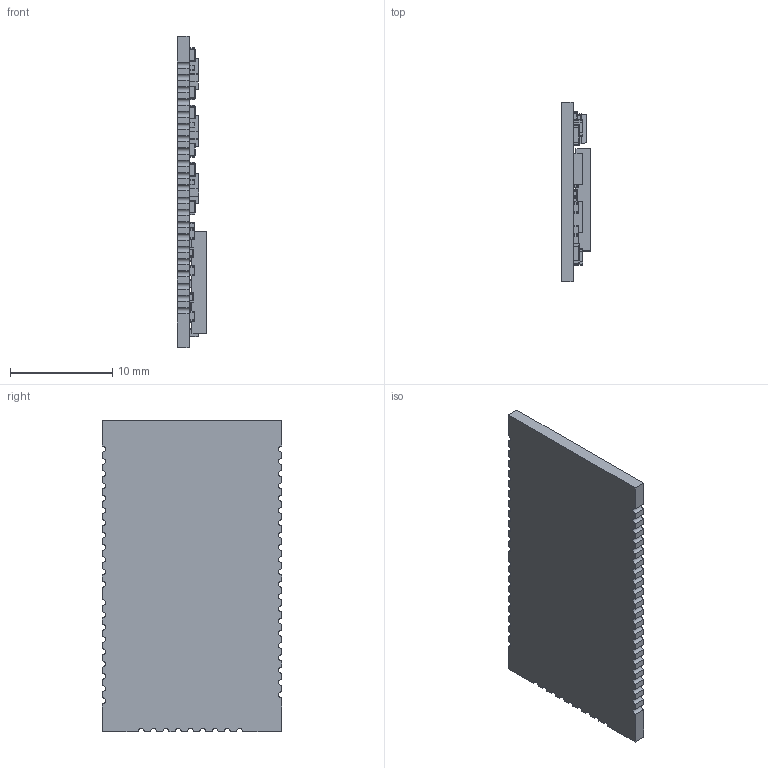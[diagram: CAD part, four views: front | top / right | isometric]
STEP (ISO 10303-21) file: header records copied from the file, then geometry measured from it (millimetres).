
FILE_DESCRIPTION(('Open CASCADE Model'),'2;1');
FILE_NAME('Open CASCADE Shape Model','2026-02-10T20:33:53',('Author'),( 'Open CASCADE'),'Open CASCADE STEP processor 7.7','Open CASCADE 7.7' ,'Unknown');
FILE_SCHEMA(('AUTOMOTIVE_DESIGN { 1 0 10303 214 1 1 1 1 }'));
Length unit declared in the file: millimetre
Products named in the file (83): Open CASCADE STEP translator 7.7 1; PCB; Boardscg1-m-; Open CASCADE STEP translator 6.8 7.1.1; Open CASCADE STEP translator 6.8 7.1.1.1; C34scg1-m-; CAPC1005X56N_EIA_0402; R2scg1-m-; RESC1005X40N_EIA_0402; R3scg1-m-; R4scg1-m-; C3scg1-m-; U9scg1-m-; 5678939360; Extruded; U8scg1-m-; R15scg1-m-; R23scg1-m-; RESC2012X60N_EIA_0805; R19scg1-m-; R20scg1-m-; R21scg1-m-; R16scg1-m-; R22scg1-m-; R18scg1-m-; R17scg1-m-; C28scg1-m-; CAPC1608X92N_EIA_0603; C33scg1-m-; C31scg1-m-; C30scg1-m-; C32scg1-m-; C26scg1-m-; C27scg1-m-; C29scg1-m-; R14scg1-m-; C13scg1-m-; C14scg1-m-; Y1scg1-m-; User_Library-Osc_KC2520 ...
Assembly tree (140 placements, depth 5):
  Open CASCADE STEP translator 7.7 1
    PCB
      Boardscg1-m-
        Open CASCADE STEP translator 6.8 7.1.1
          Open CASCADE STEP translator 6.8 7.1.1.1
      C34scg1-m-
        CAPC1005X56N_EIA_0402
      R2scg1-m-
        RESC1005X40N_EIA_0402
      R3scg1-m-
        RESC1005X40N_EIA_0402
      R4scg1-m-
        RESC1005X40N_EIA_0402
      C3scg1-m-
        CAPC1005X56N_EIA_0402
      U9scg1-m-
        5678939360
          Extruded
      U8scg1-m-
        5678939360
          Extruded
      R15scg1-m-
        RESC1005X40N_EIA_0402
      R23scg1-m-
        RESC2012X60N_EIA_0805
      R19scg1-m-
        RESC2012X60N_EIA_0805
      R20scg1-m-
        RESC1005X40N_EIA_0402
      R21scg1-m-
        RESC2012X60N_EIA_0805
      R16scg1-m-
        RESC1005X40N_EIA_0402
      R22scg1-m-
        RESC2012X60N_EIA_0805
      R18scg1-m-
        RESC1005X40N_EIA_0402
      R17scg1-m-
        RESC1005X40N_EIA_0402
      C28scg1-m-
        CAPC1608X92N_EIA_0603
      C33scg1-m-
        CAPC1005X56N_EIA_0402
      C31scg1-m-
        CAPC1005X56N_EIA_0402
      C30scg1-m-
        CAPC1608X92N_EIA_0603
      C32scg1-m-
        CAPC1005X56N_EIA_0402
      C26scg1-m-
        CAPC1005X56N_EIA_0402
      C27scg1-m-
        CAPC1005X56N_EIA_0402
      C29scg1-m-
        CAPC1005X56N_EIA_0402
      R14scg1-m-
        RESC1005X40N_EIA_0402
      C13scg1-m-
        CAPC1005X56N_EIA_0402
      C14scg1-m-
Bounding box: 2.86 x 17.5 x 30.4 mm (x, y, z)
Volume: 841.1 mm3; surface area: 1893.6 mm2
Topology: 68 solids, 68 shells, 2639 faces, 5665 edges, 2706 vertices
Faces by surface type: cylinder 1222, plane 961, sphere 456
Entity records: 27915 total; most frequent: CARTESIAN_POINT 6089, DIRECTION 3862, LINE 2212, VECTOR 2212, ORIENTED_EDGE 1818, PCURVE 1818, DEFINITIONAL_REPRESENTATION 1818, EDGE_CURVE 909
